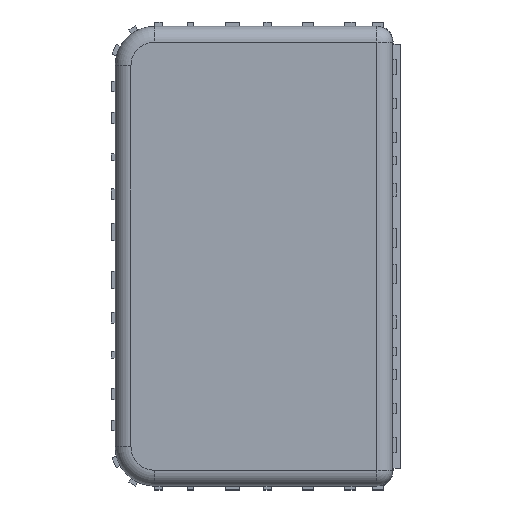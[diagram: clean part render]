
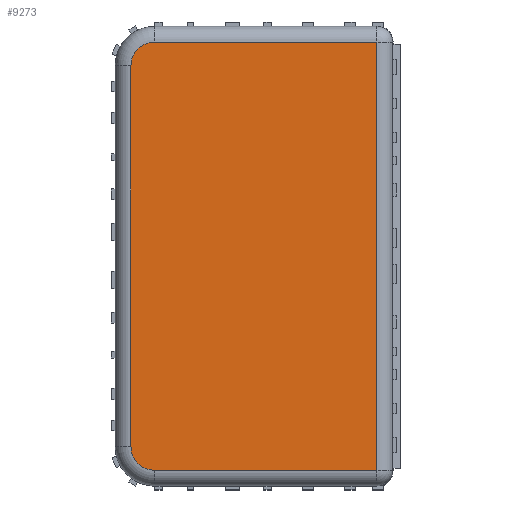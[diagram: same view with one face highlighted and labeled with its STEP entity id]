
A CAD part, top view. The second image highlights one B-rep face of the part: STEP entity #9273.
In plain terms, the highlighted planar face has unit normal (0, 0, 1).
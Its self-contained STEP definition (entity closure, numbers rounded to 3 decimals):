
#22=CIRCLE('',#9757,6.);
#23=CIRCLE('',#9758,6.);
#213=FACE_OUTER_BOUND('',#642,.T.);
#642=EDGE_LOOP('',(#6180,#6181,#6182,#6183,#6184,#6185));
#1246=LINE('',#13077,#2483);
#1247=LINE('',#13079,#2484);
#1248=LINE('',#13083,#2485);
#1249=LINE('',#13086,#2486);
#2483=VECTOR('',#10678,108.882);
#2484=VECTOR('',#10679,56.538);
#2485=VECTOR('',#10682,96.882);
#2486=VECTOR('',#10685,56.538);
#3709=VERTEX_POINT('',#13075);
#3710=VERTEX_POINT('',#13076);
#3711=VERTEX_POINT('',#13078);
#3712=VERTEX_POINT('',#13080);
#3713=VERTEX_POINT('',#13082);
#3714=VERTEX_POINT('',#13084);
#4645=EDGE_CURVE('',#3709,#3710,#1246,.T.);
#4646=EDGE_CURVE('',#3710,#3711,#1247,.T.);
#4647=EDGE_CURVE('',#3711,#3712,#22,.T.);
#4648=EDGE_CURVE('',#3712,#3713,#1248,.T.);
#4649=EDGE_CURVE('',#3713,#3714,#23,.T.);
#4650=EDGE_CURVE('',#3714,#3709,#1249,.T.);
#6180=ORIENTED_EDGE('',*,*,#4645,.T.);
#6181=ORIENTED_EDGE('',*,*,#4646,.T.);
#6182=ORIENTED_EDGE('',*,*,#4647,.T.);
#6183=ORIENTED_EDGE('',*,*,#4648,.T.);
#6184=ORIENTED_EDGE('',*,*,#4649,.T.);
#6185=ORIENTED_EDGE('',*,*,#4650,.T.);
#8449=PLANE('',#9756);
#9273=ADVANCED_FACE('',(#213),#8449,.T.);
#9756=AXIS2_PLACEMENT_3D('',#13074,#10676,#10677);
#9757=AXIS2_PLACEMENT_3D('',#13081,#10680,#10681);
#9758=AXIS2_PLACEMENT_3D('',#13085,#10683,#10684);
#10676=DIRECTION('center_axis',(0.,0.,1.));
#10677=DIRECTION('ref_axis',(1.,0.,0.));
#10678=DIRECTION('',(0.,1.,0.));
#10679=DIRECTION('',(-1.,0.,0.));
#10680=DIRECTION('center_axis',(0.,0.,1.));
#10681=DIRECTION('ref_axis',(0.,1.,0.));
#10682=DIRECTION('',(0.,-1.,0.));
#10683=DIRECTION('center_axis',(0.,0.,1.));
#10684=DIRECTION('ref_axis',(-1.,0.,0.));
#10685=DIRECTION('',(1.,0.,0.));
#13074=CARTESIAN_POINT('Origin',(0.,0.,31.8));
#13075=CARTESIAN_POINT('',(26.252,-54.514,31.8));
#13076=CARTESIAN_POINT('',(26.252,54.367,31.8));
#13077=CARTESIAN_POINT('',(26.252,-54.514,31.8));
#13078=CARTESIAN_POINT('',(-30.285,54.367,31.8));
#13079=CARTESIAN_POINT('',(26.252,54.367,31.8));
#13080=CARTESIAN_POINT('',(-36.285,48.367,31.8));
#13081=CARTESIAN_POINT('Origin',(-30.285,48.367,31.8));
#13082=CARTESIAN_POINT('',(-36.285,-48.514,31.8));
#13083=CARTESIAN_POINT('',(-36.285,48.367,31.8));
#13084=CARTESIAN_POINT('',(-30.285,-54.514,31.8));
#13085=CARTESIAN_POINT('Origin',(-30.285,-48.514,31.8));
#13086=CARTESIAN_POINT('',(-30.285,-54.514,31.8));
